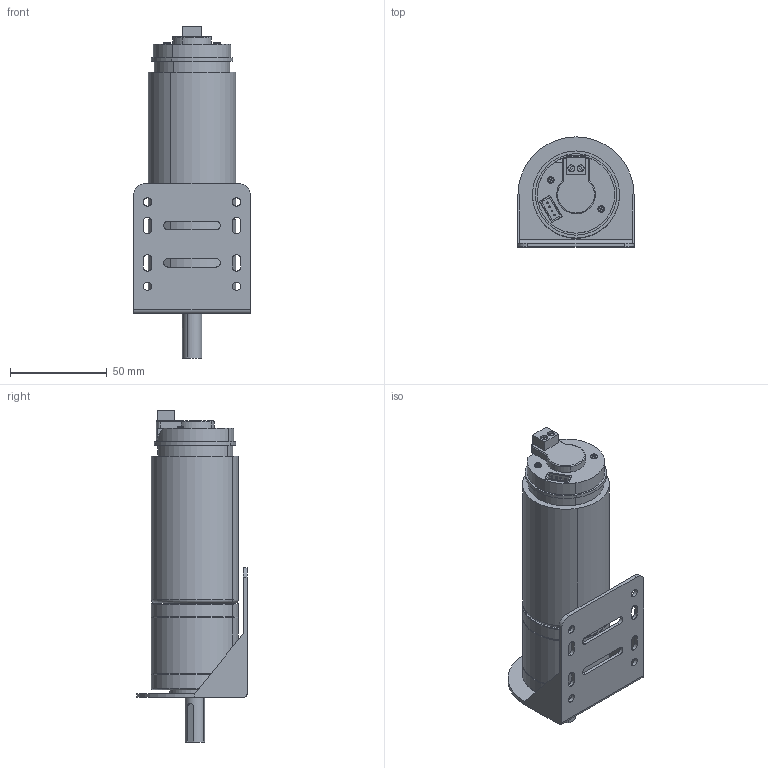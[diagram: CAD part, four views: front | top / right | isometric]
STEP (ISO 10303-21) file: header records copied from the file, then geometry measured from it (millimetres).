
FILE_DESCRIPTION (( 'STEP AP214' ), '1' );
FILE_NAME ('Base_motor.STEP', '2022-02-01T11:24:39', ( '' ), ( '' ), 'SwSTEP 2.0', 'SolidWorks 2020', '' );
FILE_SCHEMA (( 'AUTOMOTIVE_DESIGN' ));
Length unit declared in the file: millimetre
Products named in the file (3): Base_motor; MPG45ZY45 DC PLANETARY GEAR MOTOR; Universal Bracket For Planetary DC Geared Motor (Bend)
Assembly tree (2 placements, depth 2):
  Base_motor
    Universal Bracket For Planetary DC Geared Motor (Bend)
    MPG45ZY45 DC PLANETARY GEAR MOTOR
Bounding box: 60 x 57 x 171.5 mm (x, y, z)
Volume: 226390.3 mm3; surface area: 43784.7 mm2
Topology: 3 solids, 3 shells, 339 faces, 842 edges, 543 vertices
Faces by surface type: plane 174, cylinder 142, torus 23
Entity records: 11610 total; most frequent: CARTESIAN_POINT 1868, DIRECTION 1790, ORIENTED_EDGE 1684, EDGE_CURVE 842, AXIS2_PLACEMENT_3D 637, VERTEX_POINT 543, VECTOR 516, LINE 516
